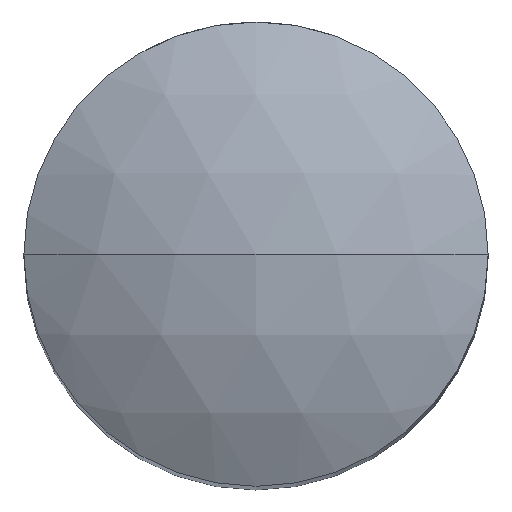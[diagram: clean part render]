
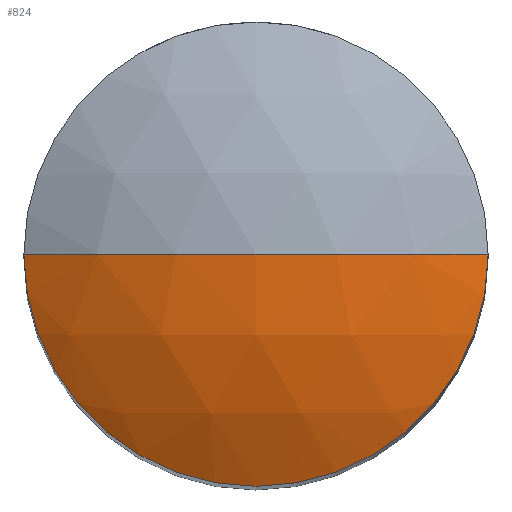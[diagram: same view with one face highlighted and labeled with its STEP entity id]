
A CAD part, top view. The second image highlights one B-rep face of the part: STEP entity #824.
In plain terms, the highlighted spherical face has radius 6 mm.
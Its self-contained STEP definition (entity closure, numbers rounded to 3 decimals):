
#36 = CARTESIAN_POINT ( 'NONE',  ( 0., 0., 9. ) ) ;
#53 = AXIS2_PLACEMENT_3D ( 'NONE', #549, #545, #538 ) ;
#61 = AXIS2_PLACEMENT_3D ( 'NONE', #665, #663, #661 ) ;
#105 = CARTESIAN_POINT ( 'NONE',  ( 3., 0., 14.196 ) ) ;
#109 = AXIS2_PLACEMENT_3D ( 'NONE', #706, #699, #697 ) ;
#110 = DIRECTION ( 'NONE',  ( 1., 0., 0. ) ) ;
#125 = ORIENTED_EDGE ( 'NONE', *, *, #167, .T. ) ;
#132 = VERTEX_POINT ( 'NONE', #735 ) ;
#137 = CIRCLE ( 'NONE', #109, 6. ) ;
#153 = EDGE_CURVE ( 'NONE', #132, #707, #137, .T. ) ;
#167 = EDGE_CURVE ( 'NONE', #132, #556, #340, .T. ) ;
#189 = EDGE_CURVE ( 'NONE', #707, #556, #641, .T. ) ;
#283 = EDGE_LOOP ( 'NONE', ( #579, #125, #480 ) ) ;
#340 = CIRCLE ( 'NONE', #61, 6. ) ;
#409 = DIRECTION ( 'NONE',  ( 0., -1., 0. ) ) ;
#421 = FACE_OUTER_BOUND ( 'NONE', #283, .T. ) ;
#479 = AXIS2_PLACEMENT_3D ( 'NONE', #36, #409, #110 ) ;
#480 = ORIENTED_EDGE ( 'NONE', *, *, #189, .F. ) ;
#538 = DIRECTION ( 'NONE',  ( -1., 0., 0. ) ) ;
#545 = DIRECTION ( 'NONE',  ( 0., 0., -1. ) ) ;
#549 = CARTESIAN_POINT ( 'NONE',  ( 0., 0., 14.196 ) ) ;
#556 = VERTEX_POINT ( 'NONE', #708 ) ;
#579 = ORIENTED_EDGE ( 'NONE', *, *, #153, .F. ) ;
#641 = CIRCLE ( 'NONE', #53, 3. ) ;
#661 = DIRECTION ( 'NONE',  ( 1., 0., 0. ) ) ;
#663 = DIRECTION ( 'NONE',  ( 0., -1., 0. ) ) ;
#665 = CARTESIAN_POINT ( 'NONE',  ( 0., 0., 9. ) ) ;
#697 = DIRECTION ( 'NONE',  ( 0., 0., 1. ) ) ;
#699 = DIRECTION ( 'NONE',  ( 0., 1., 0. ) ) ;
#706 = CARTESIAN_POINT ( 'NONE',  ( 0., 0., 9. ) ) ;
#707 = VERTEX_POINT ( 'NONE', #105 ) ;
#708 = CARTESIAN_POINT ( 'NONE',  ( -3., 0., 14.196 ) ) ;
#725 = SPHERICAL_SURFACE ( 'NONE', #479, 6. ) ;
#735 = CARTESIAN_POINT ( 'NONE',  ( 0., 0., 15. ) ) ;
#824 = ADVANCED_FACE ( 'NONE', ( #421 ), #725, .T. ) ;
